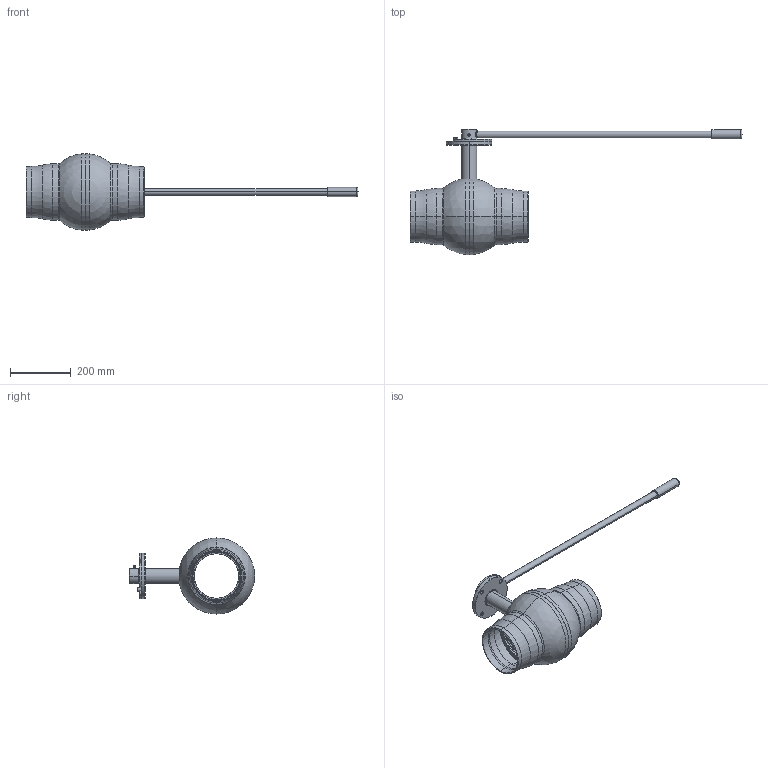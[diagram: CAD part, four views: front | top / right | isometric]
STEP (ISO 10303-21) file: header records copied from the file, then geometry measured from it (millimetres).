
FILE_DESCRIPTION (( 'STEP AP214' ), '1' );
FILE_NAME ('8600225150 010.step', '2025-05-29T08:16:21', ( '' ), ( '' ), 'SwSTEP 2.0', 'SolidWorks 2023', '' );
FILE_SCHEMA (( 'AUTOMOTIVE_DESIGN' ));
Length unit declared in the file: millimetre
Products named in the file (1): 8600225150 010
Bounding box: 1095.5 x 413.02 x 251.36 mm (x, y, z)
Surface area: 562594.1 mm2 (no closed solid volume)
Topology: 0 solids, 43 shells, 245 faces, 1059 edges, 833 vertices
Faces by surface type: cylinder 107, cone 56, torus 40, plane 27, bspline 9, sphere 6
Entity records: 13976 total; most frequent: CARTESIAN_POINT 5946, DIRECTION 1629, ORIENTED_EDGE 1482, EDGE_CURVE 1059, VERTEX_POINT 833, AXIS2_PLACEMENT_3D 656, CIRCLE 419, VECTOR 317
